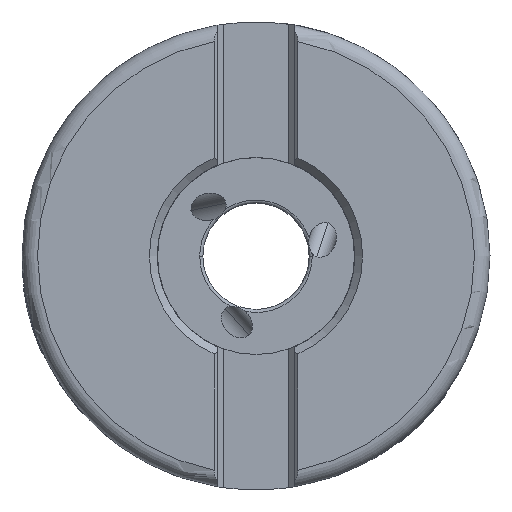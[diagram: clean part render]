
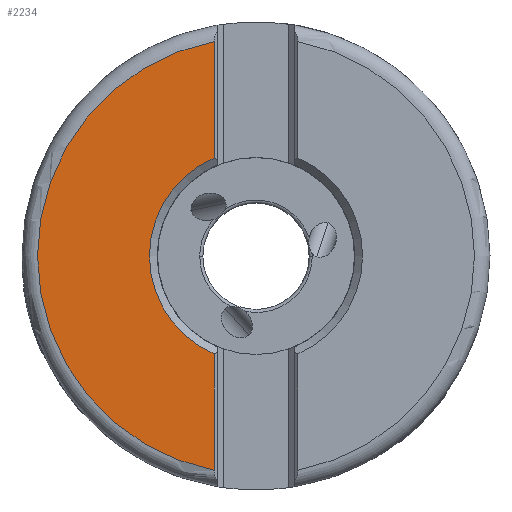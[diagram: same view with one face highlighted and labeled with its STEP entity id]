
A CAD part, top view. The second image highlights one B-rep face of the part: STEP entity #2234.
In plain terms, the highlighted planar face has unit normal (0, 0, 1).
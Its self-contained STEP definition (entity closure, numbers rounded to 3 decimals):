
#551=PLANE('',#13061);
#934=LINE('',#21278,#1588);
#935=LINE('',#21280,#1589);
#1588=VECTOR('',#15031,1.);
#1589=VECTOR('',#15032,1.);
#2234=ADVANCED_FACE('',(#2994),#551,.T.);
#2994=FACE_OUTER_BOUND('',#3638,.T.);
#3638=EDGE_LOOP('',(#5835,#5836,#5837,#5838));
#4434=CIRCLE('',#13058,28.163);
#4435=CIRCLE('',#13060,13.735);
#5835=ORIENTED_EDGE('',*,*,#10519,.T.);
#5836=ORIENTED_EDGE('',*,*,#10518,.F.);
#5837=ORIENTED_EDGE('',*,*,#10520,.T.);
#5838=ORIENTED_EDGE('',*,*,#10521,.F.);
#9157=VERTEX_POINT('',#21248);
#9160=VERTEX_POINT('',#21275);
#9161=VERTEX_POINT('',#21279);
#9162=VERTEX_POINT('',#21281);
#10518=EDGE_CURVE('',#9160,#9157,#4434,.T.);
#10519=EDGE_CURVE('',#9161,#9157,#934,.T.);
#10520=EDGE_CURVE('',#9160,#9162,#935,.T.);
#10521=EDGE_CURVE('',#9161,#9162,#4435,.T.);
#13058=AXIS2_PLACEMENT_3D('',#21276,#15027,#15028);
#13060=AXIS2_PLACEMENT_3D('',#21282,#15033,#15034);
#13061=AXIS2_PLACEMENT_3D('',#21283,#15035,#15036);
#15027=DIRECTION('',(0.,0.,-1.));
#15028=DIRECTION('',(-0.192,-0.981,0.));
#15031=DIRECTION('',(0.,1.,0.));
#15032=DIRECTION('',(0.,1.,0.));
#15033=DIRECTION('',(0.,0.,1.));
#15034=DIRECTION('',(-0.393,0.919,0.));
#15035=DIRECTION('',(0.,0.,1.));
#15036=DIRECTION('',(1.,0.,0.));
#21248=CARTESIAN_POINT('',(-5.4,27.64,0.));
#21275=CARTESIAN_POINT('',(-5.4,-27.64,0.));
#21276=CARTESIAN_POINT('',(0.,0.,0.));
#21278=CARTESIAN_POINT('',(-5.4,12.629,0.));
#21279=CARTESIAN_POINT('',(-5.4,12.629,0.));
#21280=CARTESIAN_POINT('',(-5.4,-27.64,0.));
#21281=CARTESIAN_POINT('',(-5.4,-12.629,0.));
#21282=CARTESIAN_POINT('',(0.,0.,0.));
#21283=CARTESIAN_POINT('',(-16.781,0.,0.));
